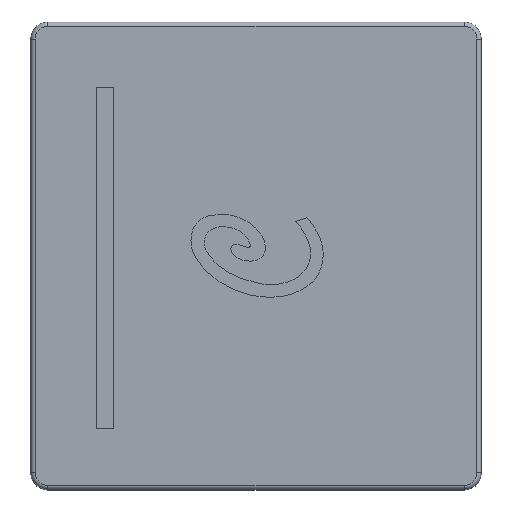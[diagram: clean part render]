
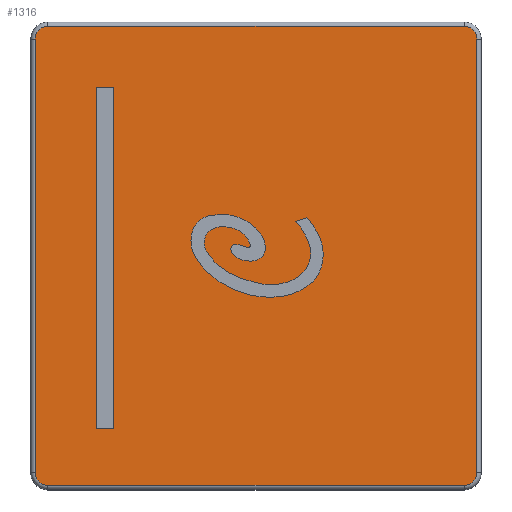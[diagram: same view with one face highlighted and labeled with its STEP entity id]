
A CAD part, top view. The second image highlights one B-rep face of the part: STEP entity #1316.
In plain terms, the highlighted planar face has unit normal (0, 0, 1).
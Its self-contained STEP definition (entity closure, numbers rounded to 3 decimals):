
#129=CIRCLE('',#1475,0.15);
#145=CIRCLE('',#1499,0.15);
#147=CIRCLE('',#1503,0.15);
#159=CIRCLE('',#1522,0.15);
#221=FACE_OUTER_BOUND('',#301,.T.);
#301=EDGE_LOOP('',(#1014,#1015,#1016,#1017,#1018,#1019,#1020,#1021));
#371=LINE('',#1939,#471);
#382=LINE('',#1995,#482);
#389=LINE('',#2021,#489);
#390=LINE('',#2023,#490);
#471=VECTOR('',#1641,10.);
#482=VECTOR('',#1706,10.);
#489=VECTOR('',#1743,10.);
#490=VECTOR('',#1746,10.);
#561=VERTEX_POINT('',#1915);
#562=VERTEX_POINT('',#1917);
#569=VERTEX_POINT('',#1937);
#579=VERTEX_POINT('',#1967);
#581=VERTEX_POINT('',#1974);
#582=VERTEX_POINT('',#1976);
#587=VERTEX_POINT('',#1993);
#591=VERTEX_POINT('',#2009);
#693=EDGE_CURVE('',#561,#562,#129,.T.);
#704=EDGE_CURVE('',#569,#561,#371,.T.);
#719=EDGE_CURVE('',#579,#569,#145,.T.);
#722=EDGE_CURVE('',#581,#582,#147,.T.);
#732=EDGE_CURVE('',#587,#581,#382,.T.);
#740=EDGE_CURVE('',#591,#587,#159,.T.);
#745=EDGE_CURVE('',#582,#579,#389,.T.);
#746=EDGE_CURVE('',#562,#591,#390,.T.);
#1014=ORIENTED_EDGE('',*,*,#693,.F.);
#1015=ORIENTED_EDGE('',*,*,#704,.F.);
#1016=ORIENTED_EDGE('',*,*,#719,.F.);
#1017=ORIENTED_EDGE('',*,*,#745,.F.);
#1018=ORIENTED_EDGE('',*,*,#722,.F.);
#1019=ORIENTED_EDGE('',*,*,#732,.F.);
#1020=ORIENTED_EDGE('',*,*,#740,.F.);
#1021=ORIENTED_EDGE('',*,*,#746,.F.);
#1267=PLANE('',#1530);
#1316=ADVANCED_FACE('',(#221),#1267,.T.);
#1475=AXIS2_PLACEMENT_3D('',#1918,#1616,#1617);
#1499=AXIS2_PLACEMENT_3D('',#1969,#1674,#1675);
#1503=AXIS2_PLACEMENT_3D('',#1977,#1683,#1684);
#1522=AXIS2_PLACEMENT_3D('',#2011,#1727,#1728);
#1530=AXIS2_PLACEMENT_3D('',#2026,#1750,#1751);
#1616=DIRECTION('center_axis',(0.,0.,-1.));
#1617=DIRECTION('ref_axis',(-0.707,-0.707,0.));
#1641=DIRECTION('',(-1.,0.,0.));
#1674=DIRECTION('center_axis',(0.,0.,-1.));
#1675=DIRECTION('ref_axis',(0.707,-0.707,0.));
#1683=DIRECTION('center_axis',(0.,0.,-1.));
#1684=DIRECTION('ref_axis',(0.707,0.707,0.));
#1706=DIRECTION('',(1.,0.,0.));
#1727=DIRECTION('center_axis',(0.,0.,-1.));
#1728=DIRECTION('ref_axis',(-0.707,0.707,0.));
#1743=DIRECTION('',(0.,-1.,0.));
#1746=DIRECTION('',(0.,1.,0.));
#1750=DIRECTION('center_axis',(0.,0.,1.));
#1751=DIRECTION('ref_axis',(1.,0.,0.));
#1915=CARTESIAN_POINT('',(-2.44,-2.69,3.1));
#1917=CARTESIAN_POINT('',(-2.59,-2.54,3.1));
#1918=CARTESIAN_POINT('Origin',(-2.44,-2.54,3.1));
#1937=CARTESIAN_POINT('',(2.44,-2.69,3.1));
#1939=CARTESIAN_POINT('',(-1.32,-2.69,3.1));
#1967=CARTESIAN_POINT('',(2.59,-2.54,3.1));
#1969=CARTESIAN_POINT('Origin',(2.44,-2.54,3.1));
#1974=CARTESIAN_POINT('',(2.44,2.69,3.1));
#1976=CARTESIAN_POINT('',(2.59,2.54,3.1));
#1977=CARTESIAN_POINT('Origin',(2.44,2.54,3.1));
#1993=CARTESIAN_POINT('',(-2.44,2.69,3.1));
#1995=CARTESIAN_POINT('',(-1.32,2.69,3.1));
#2009=CARTESIAN_POINT('',(-2.59,2.54,3.1));
#2011=CARTESIAN_POINT('Origin',(-2.44,2.54,3.1));
#2021=CARTESIAN_POINT('',(2.59,0.,3.1));
#2023=CARTESIAN_POINT('',(-2.59,0.,3.1));
#2026=CARTESIAN_POINT('Origin',(-2.64,0.,3.1));
